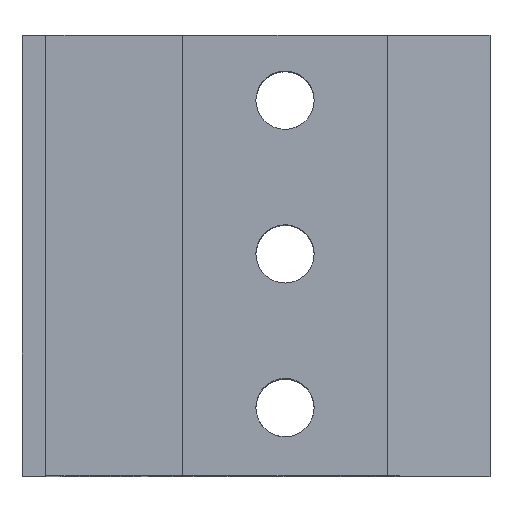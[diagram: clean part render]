
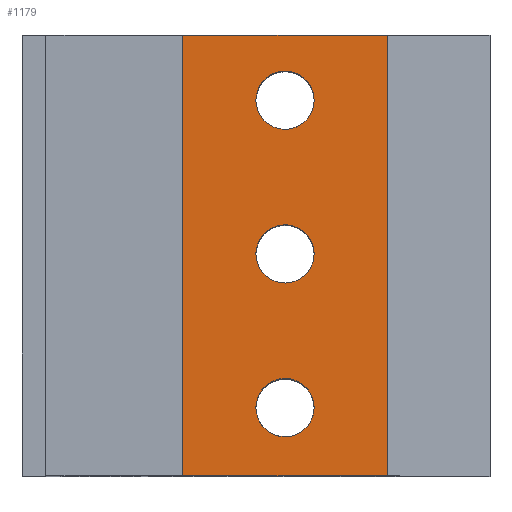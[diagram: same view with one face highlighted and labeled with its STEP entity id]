
A CAD part, top view. The second image highlights one B-rep face of the part: STEP entity #1179.
In plain terms, the highlighted planar face has unit normal (0, 0, 1).
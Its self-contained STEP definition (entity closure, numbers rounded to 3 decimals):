
#63=FACE_BOUND('',#223,.T.);
#64=FACE_BOUND('',#224,.T.);
#65=FACE_BOUND('',#225,.T.);
#91=PLANE('',#1315);
#149=FACE_OUTER_BOUND('',#222,.T.);
#222=EDGE_LOOP('',(#1037,#1038,#1039,#1040));
#223=EDGE_LOOP('',(#1041));
#224=EDGE_LOOP('',(#1042));
#225=EDGE_LOOP('',(#1043));
#256=LINE('',#1683,#342);
#278=LINE('',#1756,#364);
#319=LINE('',#2290,#405);
#324=LINE('',#2321,#410);
#342=VECTOR('',#1344,10.);
#364=VECTOR('',#1410,10.);
#405=VECTOR('',#1589,10.);
#410=VECTOR('',#1630,10.);
#463=CIRCLE('',#1286,4.263);
#465=CIRCLE('',#1290,4.263);
#467=CIRCLE('',#1294,4.263);
#486=VERTEX_POINT('',#1680);
#487=VERTEX_POINT('',#1682);
#515=VERTEX_POINT('',#1753);
#516=VERTEX_POINT('',#1755);
#573=VERTEX_POINT('',#2125);
#577=VERTEX_POINT('',#2203);
#581=VERTEX_POINT('',#2281);
#601=EDGE_CURVE('',#486,#487,#256,.T.);
#638=EDGE_CURVE('',#515,#516,#278,.T.);
#722=EDGE_CURVE('',#573,#573,#463,.T.);
#728=EDGE_CURVE('',#577,#577,#465,.T.);
#734=EDGE_CURVE('',#581,#581,#467,.T.);
#738=EDGE_CURVE('',#516,#486,#319,.T.);
#751=EDGE_CURVE('',#487,#515,#324,.T.);
#1037=ORIENTED_EDGE('',*,*,#738,.F.);
#1038=ORIENTED_EDGE('',*,*,#638,.F.);
#1039=ORIENTED_EDGE('',*,*,#751,.F.);
#1040=ORIENTED_EDGE('',*,*,#601,.F.);
#1041=ORIENTED_EDGE('',*,*,#722,.T.);
#1042=ORIENTED_EDGE('',*,*,#728,.T.);
#1043=ORIENTED_EDGE('',*,*,#734,.T.);
#1179=ADVANCED_FACE('',(#149,#63,#64,#65),#91,.F.);
#1286=AXIS2_PLACEMENT_3D('',#2127,#1558,#1559);
#1290=AXIS2_PLACEMENT_3D('',#2205,#1568,#1569);
#1294=AXIS2_PLACEMENT_3D('',#2283,#1578,#1579);
#1315=AXIS2_PLACEMENT_3D('',#2320,#1628,#1629);
#1344=DIRECTION('',(-1.,0.,0.));
#1410=DIRECTION('',(1.,0.,0.));
#1558=DIRECTION('center_axis',(0.,0.,-1.));
#1559=DIRECTION('ref_axis',(-1.,0.,0.));
#1568=DIRECTION('center_axis',(0.,0.,-1.));
#1569=DIRECTION('ref_axis',(-1.,0.,0.));
#1578=DIRECTION('center_axis',(0.,0.,-1.));
#1579=DIRECTION('ref_axis',(-1.,0.,0.));
#1589=DIRECTION('',(0.,-1.,0.));
#1628=DIRECTION('center_axis',(0.,0.,-1.));
#1629=DIRECTION('ref_axis',(-1.,0.,0.));
#1630=DIRECTION('',(0.,1.,0.));
#1680=CARTESIAN_POINT('',(50.,-5.,35.));
#1682=CARTESIAN_POINT('',(20.,-5.,35.));
#1683=CARTESIAN_POINT('',(36.,-5.,35.));
#1753=CARTESIAN_POINT('',(20.,59.5,35.));
#1755=CARTESIAN_POINT('',(50.,59.5,35.));
#1756=CARTESIAN_POINT('',(36.,59.5,35.));
#2125=CARTESIAN_POINT('',(39.263,50.,35.));
#2127=CARTESIAN_POINT('Origin',(35.,50.,35.));
#2203=CARTESIAN_POINT('',(39.263,27.5,35.));
#2205=CARTESIAN_POINT('Origin',(35.,27.5,35.));
#2281=CARTESIAN_POINT('',(39.263,5.,35.));
#2283=CARTESIAN_POINT('Origin',(35.,5.,35.));
#2290=CARTESIAN_POINT('',(50.,11.125,35.));
#2320=CARTESIAN_POINT('Origin',(72.,-5.,35.));
#2321=CARTESIAN_POINT('',(20.,-5.,35.));
